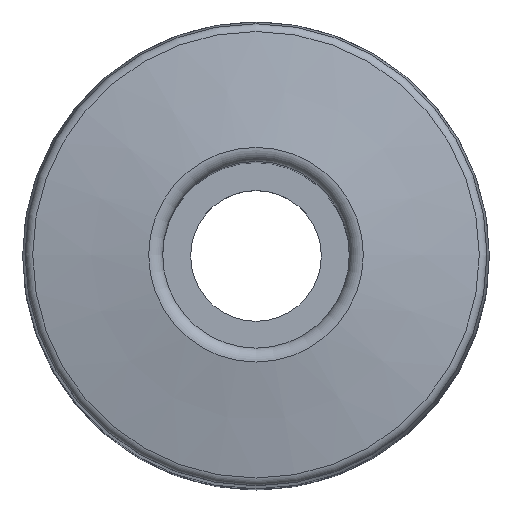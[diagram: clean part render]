
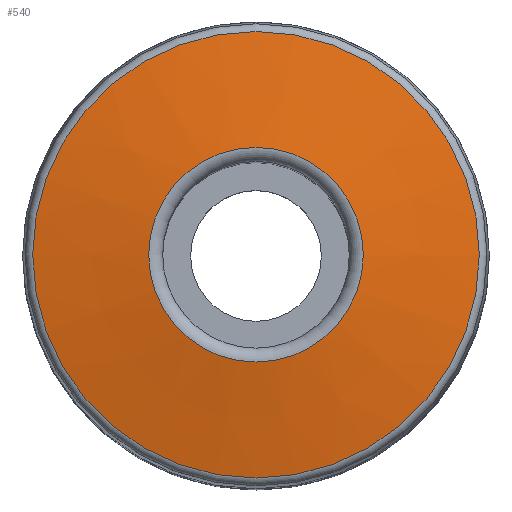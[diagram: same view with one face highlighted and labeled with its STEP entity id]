
A CAD part, top view. The second image highlights one B-rep face of the part: STEP entity #540.
In plain terms, the highlighted conical face has half-angle 80 degrees and reference radius 4.785 mm.
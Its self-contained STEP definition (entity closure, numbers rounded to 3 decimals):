
#50=CONICAL_SURFACE('',#607,4.785,1.396);
#68=CIRCLE('',#608,2.3);
#69=CIRCLE('',#609,4.785);
#128=ORIENTED_EDGE('',*,*,#244,.T.);
#129=ORIENTED_EDGE('',*,*,#245,.F.);
#244=EDGE_CURVE('',#300,#300,#68,.T.);
#245=EDGE_CURVE('',#301,#301,#69,.T.);
#300=VERTEX_POINT('',#942);
#301=VERTEX_POINT('',#944);
#358=EDGE_LOOP('',(#128));
#359=EDGE_LOOP('',(#129));
#442=FACE_BOUND('',#358,.T.);
#443=FACE_BOUND('',#359,.T.);
#540=ADVANCED_FACE('',(#442,#443),#50,.T.);
#607=AXIS2_PLACEMENT_3D('',#940,#717,#718);
#608=AXIS2_PLACEMENT_3D('',#941,#719,#720);
#609=AXIS2_PLACEMENT_3D('',#943,#721,#722);
#717=DIRECTION('',(0.,0.,-1.));
#718=DIRECTION('',(-1.,0.,0.));
#719=DIRECTION('',(0.,0.,-1.));
#720=DIRECTION('',(-1.,0.,0.));
#721=DIRECTION('',(0.,0.,-1.));
#722=DIRECTION('',(-1.,0.,0.));
#940=CARTESIAN_POINT('',(0.,0.,-0.438));
#941=CARTESIAN_POINT('',(0.,0.,0.));
#942=CARTESIAN_POINT('',(-2.3,0.,0.));
#943=CARTESIAN_POINT('',(0.,0.,-0.438));
#944=CARTESIAN_POINT('',(-4.785,0.,-0.438));
